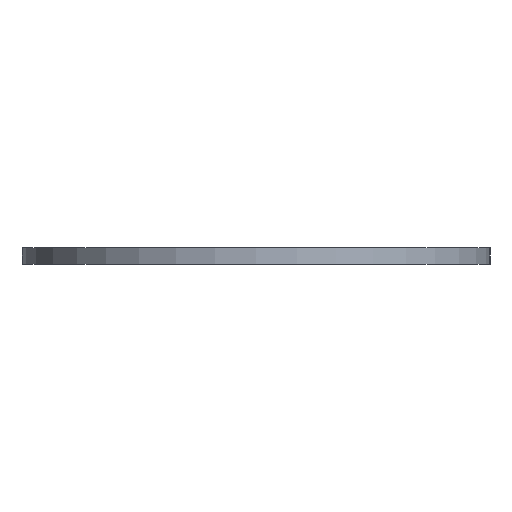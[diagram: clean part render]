
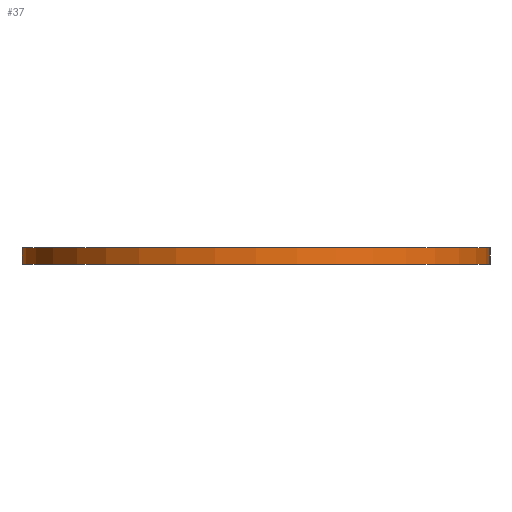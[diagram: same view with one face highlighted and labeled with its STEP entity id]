
A CAD part, left-side view. The second image highlights one B-rep face of the part: STEP entity #37.
In plain terms, the highlighted cylindrical face has radius 44.45 mm (diameter 88.9 mm), a full revolution.
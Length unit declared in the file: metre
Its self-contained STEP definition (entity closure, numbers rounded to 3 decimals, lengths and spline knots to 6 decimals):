
#37 = ADVANCED_FACE( '', ( #74, #75 ), #76, .T. );
#74 = FACE_OUTER_BOUND( '', #118, .T. );
#75 = FACE_OUTER_BOUND( '', #119, .T. );
#76 = CYLINDRICAL_SURFACE( '', #120, 0.04445 );
#118 = EDGE_LOOP( '', ( #151 ) );
#119 = EDGE_LOOP( '', ( #152 ) );
#120 = AXIS2_PLACEMENT_3D( '', #153, #154, #155 );
#151 = ORIENTED_EDGE( '', *, *, #199, .T. );
#152 = ORIENTED_EDGE( '', *, *, #200, .F. );
#153 = CARTESIAN_POINT( '', ( -0.298889, -2.976286, 0.954523 ) );
#154 = DIRECTION( '', ( 0., 0., 1. ) );
#155 = DIRECTION( '', ( 1., 0., 0. ) );
#199 = EDGE_CURVE( '', #215, #215, #216, .T. );
#200 = EDGE_CURVE( '', #217, #217, #218, .T. );
#215 = VERTEX_POINT( '', #239 );
#216 = CIRCLE( '', #240, 0.04445 );
#217 = VERTEX_POINT( '', #241 );
#218 = CIRCLE( '', #242, 0.04445 );
#239 = CARTESIAN_POINT( '', ( -0.343339, -2.976286, 0.954523 ) );
#240 = AXIS2_PLACEMENT_3D( '', #262, #263, #264 );
#241 = CARTESIAN_POINT( '', ( -0.343339, -2.976286, 0.951348 ) );
#242 = AXIS2_PLACEMENT_3D( '', #265, #266, #267 );
#262 = CARTESIAN_POINT( '', ( -0.298889, -2.976286, 0.954523 ) );
#263 = DIRECTION( '', ( 0., 0., -1. ) );
#264 = DIRECTION( '', ( -1., 0., 0. ) );
#265 = CARTESIAN_POINT( '', ( -0.298889, -2.976286, 0.951348 ) );
#266 = DIRECTION( '', ( 0., 0., -1. ) );
#267 = DIRECTION( '', ( -1., 0., 0. ) );
